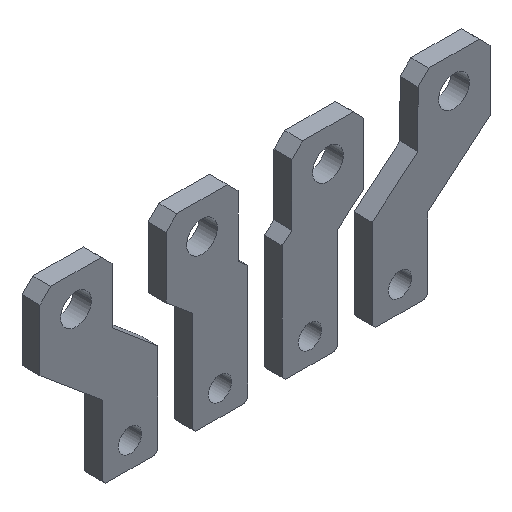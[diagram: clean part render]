
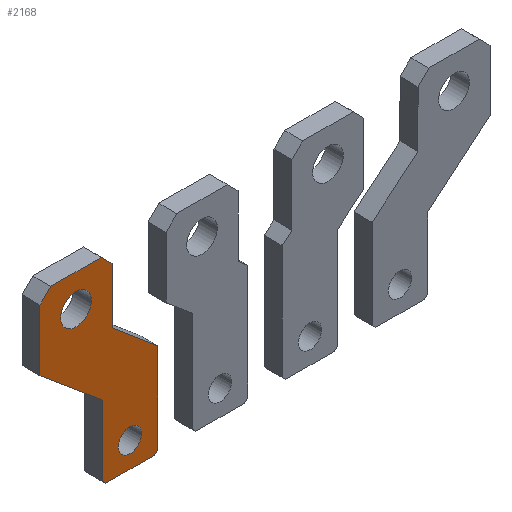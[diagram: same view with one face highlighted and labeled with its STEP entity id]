
A CAD part, isometric view. The second image highlights one B-rep face of the part: STEP entity #2168.
In plain terms, the highlighted planar face has unit normal (0, -1, 0).
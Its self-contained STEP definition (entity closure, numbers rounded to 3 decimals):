
#549=AXIS2_PLACEMENT_3D('Plane Axis2P3D',#546,#547,#548) ;
#2016=AXIS2_PLACEMENT_3D('Circle Axis2P3D',#2014,#2015,$) ;
#2051=AXIS2_PLACEMENT_3D('Circle Axis2P3D',#2049,#2050,$) ;
#2073=AXIS2_PLACEMENT_3D('Circle Axis2P3D',#2071,#2072,$) ;
#2108=AXIS2_PLACEMENT_3D('Circle Axis2P3D',#2106,#2107,$) ;
#546=CARTESIAN_POINT('Axis2P3D Location',(0.,25.,0.)) ;
#1653=CARTESIAN_POINT('Vertex',(-33.,25.,105.25)) ;
#1667=CARTESIAN_POINT('Vertex',(-47.,25.,105.25)) ;
#1670=CARTESIAN_POINT('Line Origine',(-40.,25.,105.25)) ;
#1698=CARTESIAN_POINT('Vertex',(-50.,25.,102.25)) ;
#1701=CARTESIAN_POINT('Line Origine',(-48.5,25.,103.75)) ;
#1729=CARTESIAN_POINT('Vertex',(-50.,25.,85.25)) ;
#1732=CARTESIAN_POINT('Line Origine',(-50.,25.,93.75)) ;
#1760=CARTESIAN_POINT('Vertex',(-32.75,25.,70.776)) ;
#1763=CARTESIAN_POINT('Line Origine',(-41.375,25.,78.013)) ;
#1791=CARTESIAN_POINT('Vertex',(-32.75,25.,51.25)) ;
#1794=CARTESIAN_POINT('Line Origine',(-32.75,25.,61.013)) ;
#1822=CARTESIAN_POINT('Vertex',(-31.75,25.,50.25)) ;
#1825=CARTESIAN_POINT('Line Origine',(-32.25,25.,50.75)) ;
#1848=CARTESIAN_POINT('Vertex',(-18.25,25.,50.25)) ;
#1851=CARTESIAN_POINT('Line Origine',(-25.,25.,50.25)) ;
#1879=CARTESIAN_POINT('Vertex',(-17.25,25.,51.25)) ;
#1882=CARTESIAN_POINT('Line Origine',(-17.75,25.,50.75)) ;
#1910=CARTESIAN_POINT('Vertex',(-17.25,25.,76.045)) ;
#1913=CARTESIAN_POINT('Line Origine',(-17.25,25.,63.648)) ;
#1941=CARTESIAN_POINT('Vertex',(-30.,25.,86.744)) ;
#1944=CARTESIAN_POINT('Line Origine',(-23.625,25.,81.394)) ;
#1972=CARTESIAN_POINT('Vertex',(-30.,25.,102.25)) ;
#1975=CARTESIAN_POINT('Line Origine',(-30.,25.,94.497)) ;
#1997=CARTESIAN_POINT('Line Origine',(-31.5,25.,103.75)) ;
#2014=CARTESIAN_POINT('Axis2P3D Location',(-25.,25.,57.25)) ;
#2018=CARTESIAN_POINT('Vertex',(-21.75,25.,57.25)) ;
#2020=CARTESIAN_POINT('Vertex',(-28.25,25.,57.25)) ;
#2049=CARTESIAN_POINT('Axis2P3D Location',(-25.,25.,57.25)) ;
#2071=CARTESIAN_POINT('Axis2P3D Location',(-40.,25.,96.25)) ;
#2075=CARTESIAN_POINT('Vertex',(-35.75,25.,96.25)) ;
#2077=CARTESIAN_POINT('Vertex',(-44.25,25.,96.25)) ;
#2106=CARTESIAN_POINT('Axis2P3D Location',(-40.,25.,96.25)) ;
#547=DIRECTION('Axis2P3D Direction',(0.,-1.,0.)) ;
#548=DIRECTION('Axis2P3D XDirection',(1.,0.,0.)) ;
#1671=DIRECTION('Vector Direction',(-1.,0.,0.)) ;
#1702=DIRECTION('Vector Direction',(-0.707,0.,-0.707)) ;
#1733=DIRECTION('Vector Direction',(0.,0.,-1.)) ;
#1764=DIRECTION('Vector Direction',(0.766,0.,-0.643)) ;
#1795=DIRECTION('Vector Direction',(0.,0.,-1.)) ;
#1826=DIRECTION('Vector Direction',(-0.707,0.,0.707)) ;
#1852=DIRECTION('Vector Direction',(1.,0.,0.)) ;
#1883=DIRECTION('Vector Direction',(0.707,0.,0.707)) ;
#1914=DIRECTION('Vector Direction',(0.,0.,1.)) ;
#1945=DIRECTION('Vector Direction',(-0.766,0.,0.643)) ;
#1976=DIRECTION('Vector Direction',(0.,0.,1.)) ;
#1998=DIRECTION('Vector Direction',(-0.707,0.,0.707)) ;
#2015=DIRECTION('Axis2P3D Direction',(0.,-1.,0.)) ;
#2050=DIRECTION('Axis2P3D Direction',(0.,-1.,0.)) ;
#2072=DIRECTION('Axis2P3D Direction',(0.,-1.,0.)) ;
#2107=DIRECTION('Axis2P3D Direction',(0.,-1.,0.)) ;
#1672=VECTOR('Line Direction',#1671,1.) ;
#1703=VECTOR('Line Direction',#1702,1.) ;
#1734=VECTOR('Line Direction',#1733,1.) ;
#1765=VECTOR('Line Direction',#1764,1.) ;
#1796=VECTOR('Line Direction',#1795,1.) ;
#1827=VECTOR('Line Direction',#1826,1.) ;
#1853=VECTOR('Line Direction',#1852,1.) ;
#1884=VECTOR('Line Direction',#1883,1.) ;
#1915=VECTOR('Line Direction',#1914,1.) ;
#1946=VECTOR('Line Direction',#1945,1.) ;
#1977=VECTOR('Line Direction',#1976,1.) ;
#1999=VECTOR('Line Direction',#1998,1.) ;
#2147=ORIENTED_EDGE('',*,*,#1674,.T.) ;
#2148=ORIENTED_EDGE('',*,*,#1705,.T.) ;
#2149=ORIENTED_EDGE('',*,*,#1736,.T.) ;
#2150=ORIENTED_EDGE('',*,*,#1767,.T.) ;
#2151=ORIENTED_EDGE('',*,*,#1798,.T.) ;
#2152=ORIENTED_EDGE('',*,*,#1829,.T.) ;
#2153=ORIENTED_EDGE('',*,*,#1855,.T.) ;
#2154=ORIENTED_EDGE('',*,*,#1886,.T.) ;
#2155=ORIENTED_EDGE('',*,*,#1917,.T.) ;
#2156=ORIENTED_EDGE('',*,*,#1948,.T.) ;
#2157=ORIENTED_EDGE('',*,*,#1979,.T.) ;
#2158=ORIENTED_EDGE('',*,*,#2001,.T.) ;
#2161=ORIENTED_EDGE('',*,*,#2022,.F.) ;
#2162=ORIENTED_EDGE('',*,*,#2053,.F.) ;
#2165=ORIENTED_EDGE('',*,*,#2079,.F.) ;
#2166=ORIENTED_EDGE('',*,*,#2110,.F.) ;
#2163=FACE_BOUND('',#2160,.T.) ;
#2167=FACE_BOUND('',#2164,.T.) ;
#2168=ADVANCED_FACE('Terminali anteriori prolungati divaricati ES superiori',(#2159,#2163,#2167),#550,.T.) ;
#2017=CIRCLE('generated circle',#2016,3.25) ;
#2052=CIRCLE('generated circle',#2051,3.25) ;
#2074=CIRCLE('generated circle',#2073,4.25) ;
#2109=CIRCLE('generated circle',#2108,4.25) ;
#1674=EDGE_CURVE('',#1654,#1668,#1673,.T.) ;
#1705=EDGE_CURVE('',#1668,#1699,#1704,.T.) ;
#1736=EDGE_CURVE('',#1699,#1730,#1735,.T.) ;
#1767=EDGE_CURVE('',#1730,#1761,#1766,.T.) ;
#1798=EDGE_CURVE('',#1761,#1792,#1797,.T.) ;
#1829=EDGE_CURVE('',#1792,#1823,#1828,.F.) ;
#1855=EDGE_CURVE('',#1823,#1849,#1854,.T.) ;
#1886=EDGE_CURVE('',#1849,#1880,#1885,.T.) ;
#1917=EDGE_CURVE('',#1880,#1911,#1916,.T.) ;
#1948=EDGE_CURVE('',#1911,#1942,#1947,.T.) ;
#1979=EDGE_CURVE('',#1942,#1973,#1978,.T.) ;
#2001=EDGE_CURVE('',#1973,#1654,#2000,.T.) ;
#2022=EDGE_CURVE('',#2019,#2021,#2017,.T.) ;
#2053=EDGE_CURVE('',#2021,#2019,#2052,.T.) ;
#2079=EDGE_CURVE('',#2076,#2078,#2074,.T.) ;
#2110=EDGE_CURVE('',#2078,#2076,#2109,.T.) ;
#2146=EDGE_LOOP('',(#2147,#2148,#2149,#2150,#2151,#2152,#2153,#2154,#2155,#2156,#2157,#2158)) ;
#2160=EDGE_LOOP('',(#2161,#2162)) ;
#2164=EDGE_LOOP('',(#2165,#2166)) ;
#2159=FACE_OUTER_BOUND('',#2146,.T.) ;
#1673=LINE('Line',#1670,#1672) ;
#1704=LINE('Line',#1701,#1703) ;
#1735=LINE('Line',#1732,#1734) ;
#1766=LINE('Line',#1763,#1765) ;
#1797=LINE('Line',#1794,#1796) ;
#1828=LINE('Line',#1825,#1827) ;
#1854=LINE('Line',#1851,#1853) ;
#1885=LINE('Line',#1882,#1884) ;
#1916=LINE('Line',#1913,#1915) ;
#1947=LINE('Line',#1944,#1946) ;
#1978=LINE('Line',#1975,#1977) ;
#2000=LINE('Line',#1997,#1999) ;
#550=PLANE('',#549) ;
#1654=VERTEX_POINT('',#1653) ;
#1668=VERTEX_POINT('',#1667) ;
#1699=VERTEX_POINT('',#1698) ;
#1730=VERTEX_POINT('',#1729) ;
#1761=VERTEX_POINT('',#1760) ;
#1792=VERTEX_POINT('',#1791) ;
#1823=VERTEX_POINT('',#1822) ;
#1849=VERTEX_POINT('',#1848) ;
#1880=VERTEX_POINT('',#1879) ;
#1911=VERTEX_POINT('',#1910) ;
#1942=VERTEX_POINT('',#1941) ;
#1973=VERTEX_POINT('',#1972) ;
#2019=VERTEX_POINT('',#2018) ;
#2021=VERTEX_POINT('',#2020) ;
#2076=VERTEX_POINT('',#2075) ;
#2078=VERTEX_POINT('',#2077) ;
